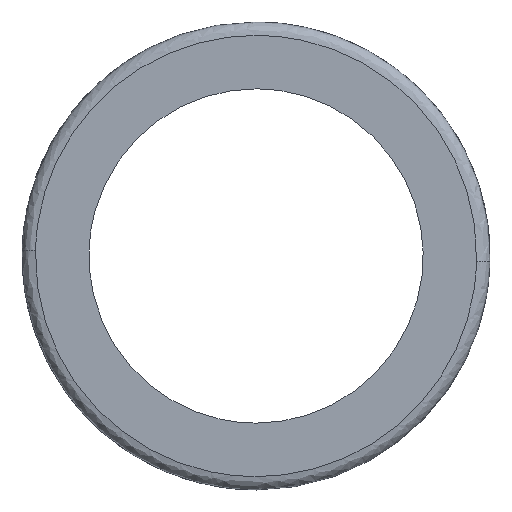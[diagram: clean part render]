
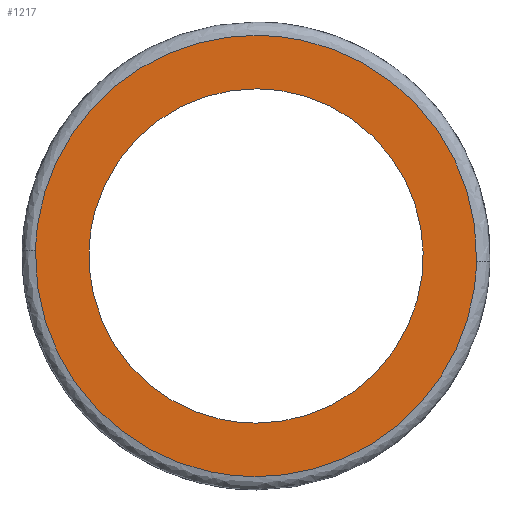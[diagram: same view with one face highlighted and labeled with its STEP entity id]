
A CAD part, front view. The second image highlights one B-rep face of the part: STEP entity #1217.
In plain terms, the highlighted free-form (B-spline) face has degree [1, 1] with [2, 2] control points.
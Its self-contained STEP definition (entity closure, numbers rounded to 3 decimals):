
#697=CARTESIAN_POINT('',(14.895,0.,-1.77));
#698=VERTEX_POINT('',#697);
#704=CARTESIAN_POINT('',(0.0,0.,15.0));
#705=VERTEX_POINT('',#704);
#706=CARTESIAN_POINT('',(14.895,0.,-1.77));
#707=CARTESIAN_POINT('',(15.,0.,-0.888));
#708=CARTESIAN_POINT('',(15.0,0.,0.));
#709=CARTESIAN_POINT('',(15.,0.,15.));
#710=CARTESIAN_POINT('',(0.0,0.,15.0));
#718=(BOUNDED_CURVE()B_SPLINE_CURVE(2,(#706,#707,#708,#709,#710),.UNSPECIFIED.,.F.,.U.)B_SPLINE_CURVE_WITH_KNOTS((3,2,3),(0.23,0.25,0.5),.UNSPECIFIED.)CURVE()GEOMETRIC_REPRESENTATION_ITEM()RATIONAL_B_SPLINE_CURVE((0.956,0.976,1.0,0.707,1.0))REPRESENTATION_ITEM(''));
#719=EDGE_CURVE('',#698,#705,#718,.T.);
#721=CARTESIAN_POINT('',(-14.972,0.,0.916));
#722=VERTEX_POINT('',#721);
#723=CARTESIAN_POINT('',(0.0,0.,15.0));
#724=CARTESIAN_POINT('',(-14.111,0.,15.0));
#725=CARTESIAN_POINT('',(-14.972,0.,0.916));
#733=(BOUNDED_CURVE()B_SPLINE_CURVE(2,(#723,#724,#725),.UNSPECIFIED.,.F.,.U.)B_SPLINE_CURVE_WITH_KNOTS((3,3),(0.5,0.739),.UNSPECIFIED.)CURVE()GEOMETRIC_REPRESENTATION_ITEM()RATIONAL_B_SPLINE_CURVE((1.0,0.72,0.976))REPRESENTATION_ITEM(''));
#734=EDGE_CURVE('',#705,#722,#733,.T.);
#808=CARTESIAN_POINT('',(0.0,0.,-15.0));
#809=VERTEX_POINT('',#808);
#810=CARTESIAN_POINT('',(-14.972,0.,0.916));
#811=CARTESIAN_POINT('',(-15.,0.,0.458));
#812=CARTESIAN_POINT('',(-15.0,0.,0.));
#813=CARTESIAN_POINT('',(-15.,0.,-15.));
#814=CARTESIAN_POINT('',(0.0,0.,-15.0));
#822=(BOUNDED_CURVE()B_SPLINE_CURVE(2,(#810,#811,#812,#813,#814),.UNSPECIFIED.,.F.,.U.)B_SPLINE_CURVE_WITH_KNOTS((3,2,3),(0.739,0.75,1.0),.UNSPECIFIED.)CURVE()GEOMETRIC_REPRESENTATION_ITEM()RATIONAL_B_SPLINE_CURVE((0.976,0.988,1.0,0.707,1.0))REPRESENTATION_ITEM(''));
#823=EDGE_CURVE('',#722,#809,#822,.T.);
#825=CARTESIAN_POINT('',(0.0,0.,-15.0));
#826=CARTESIAN_POINT('',(13.323,0.,-15.));
#827=CARTESIAN_POINT('',(14.895,0.,-1.77));
#835=(BOUNDED_CURVE()B_SPLINE_CURVE(2,(#825,#826,#827),.UNSPECIFIED.,.F.,.U.)B_SPLINE_CURVE_WITH_KNOTS((3,3),(0.0,0.23),.UNSPECIFIED.)CURVE()GEOMETRIC_REPRESENTATION_ITEM()RATIONAL_B_SPLINE_CURVE((1.0,0.731,0.956))REPRESENTATION_ITEM(''));
#836=EDGE_CURVE('',#809,#698,#835,.T.);
#1022=CARTESIAN_POINT('',(19.794,0.,-0.498));
#1023=VERTEX_POINT('',#1022);
#1037=CARTESIAN_POINT('',(0.0,0.,-19.8));
#1038=VERTEX_POINT('',#1037);
#1039=CARTESIAN_POINT('',(0.0,0.,-19.8));
#1040=CARTESIAN_POINT('',(19.309,0.,-19.8));
#1041=CARTESIAN_POINT('',(19.794,0.,-0.498));
#1049=(BOUNDED_CURVE()B_SPLINE_CURVE(2,(#1039,#1040,#1041),.UNSPECIFIED.,.F.,.U.)B_SPLINE_CURVE_WITH_KNOTS((3,3),(0.0,0.246),.UNSPECIFIED.)CURVE()GEOMETRIC_REPRESENTATION_ITEM()RATIONAL_B_SPLINE_CURVE((1.0,0.712,0.99))REPRESENTATION_ITEM(''));
#1050=EDGE_CURVE('',#1038,#1023,#1049,.T.);
#1052=CARTESIAN_POINT('',(-19.794,0.,0.498));
#1053=VERTEX_POINT('',#1052);
#1054=CARTESIAN_POINT('',(-19.794,0.,0.498));
#1055=CARTESIAN_POINT('',(-19.8,0.,0.249));
#1056=CARTESIAN_POINT('',(-19.8,0.,0.));
#1057=CARTESIAN_POINT('',(-19.8,0.,-19.8));
#1058=CARTESIAN_POINT('',(0.0,0.,-19.8));
#1066=(BOUNDED_CURVE()B_SPLINE_CURVE(2,(#1054,#1055,#1056,#1057,#1058),.UNSPECIFIED.,.F.,.U.)B_SPLINE_CURVE_WITH_KNOTS((3,2,3),(0.746,0.75,1.0),.UNSPECIFIED.)CURVE()GEOMETRIC_REPRESENTATION_ITEM()RATIONAL_B_SPLINE_CURVE((0.99,0.995,1.0,0.707,1.0))REPRESENTATION_ITEM(''));
#1067=EDGE_CURVE('',#1053,#1038,#1066,.T.);
#1111=CARTESIAN_POINT('',(0.0,0.,19.8));
#1112=VERTEX_POINT('',#1111);
#1113=CARTESIAN_POINT('',(0.0,0.,19.8));
#1114=CARTESIAN_POINT('',(-19.309,0.,19.8));
#1115=CARTESIAN_POINT('',(-19.794,0.,0.498));
#1123=(BOUNDED_CURVE()B_SPLINE_CURVE(2,(#1113,#1114,#1115),.UNSPECIFIED.,.F.,.U.)B_SPLINE_CURVE_WITH_KNOTS((3,3),(0.5,0.746),.UNSPECIFIED.)CURVE()GEOMETRIC_REPRESENTATION_ITEM()RATIONAL_B_SPLINE_CURVE((1.0,0.712,0.99))REPRESENTATION_ITEM(''));
#1124=EDGE_CURVE('',#1112,#1053,#1123,.T.);
#1126=CARTESIAN_POINT('',(19.794,0.,-0.498));
#1127=CARTESIAN_POINT('',(19.8,0.,-0.249));
#1128=CARTESIAN_POINT('',(19.8,0.,0.));
#1129=CARTESIAN_POINT('',(19.8,0.,19.8));
#1130=CARTESIAN_POINT('',(0.0,0.,19.8));
#1138=(BOUNDED_CURVE()B_SPLINE_CURVE(2,(#1126,#1127,#1128,#1129,#1130),.UNSPECIFIED.,.F.,.U.)B_SPLINE_CURVE_WITH_KNOTS((3,2,3),(0.246,0.25,0.5),.UNSPECIFIED.)CURVE()GEOMETRIC_REPRESENTATION_ITEM()RATIONAL_B_SPLINE_CURVE((0.99,0.995,1.0,0.707,1.0))REPRESENTATION_ITEM(''));
#1139=EDGE_CURVE('',#1023,#1112,#1138,.T.);
#1200=CARTESIAN_POINT('',(-21.771,0.,-21.778));
#1201=CARTESIAN_POINT('',(-21.771,0.,21.778));
#1202=CARTESIAN_POINT('',(21.771,0.,-21.778));
#1203=CARTESIAN_POINT('',(21.771,0.,21.778));
#1204=B_SPLINE_SURFACE_WITH_KNOTS('',1,1,((#1200,#1202),(#1201,#1203)),.UNSPECIFIED.,.F.,.F.,.U.,(2,2),(2,2),(0.0,43.556),(0.0,43.542),.UNSPECIFIED.);
#1205=ORIENTED_EDGE('',*,*,#1050,.T.);
#1206=ORIENTED_EDGE('',*,*,#1139,.T.);
#1207=ORIENTED_EDGE('',*,*,#1124,.T.);
#1208=ORIENTED_EDGE('',*,*,#1067,.T.);
#1209=EDGE_LOOP('',(#1205,#1206,#1207,#1208));
#1210=FACE_OUTER_BOUND('',#1209,.T.);
#1211=ORIENTED_EDGE('',*,*,#734,.F.);
#1212=ORIENTED_EDGE('',*,*,#719,.F.);
#1213=ORIENTED_EDGE('',*,*,#836,.F.);
#1214=ORIENTED_EDGE('',*,*,#823,.F.);
#1215=EDGE_LOOP('',(#1211,#1212,#1213,#1214));
#1216=FACE_BOUND('',#1215,.T.);
#1217=ADVANCED_FACE('',(#1210,#1216),#1204,.F.);
